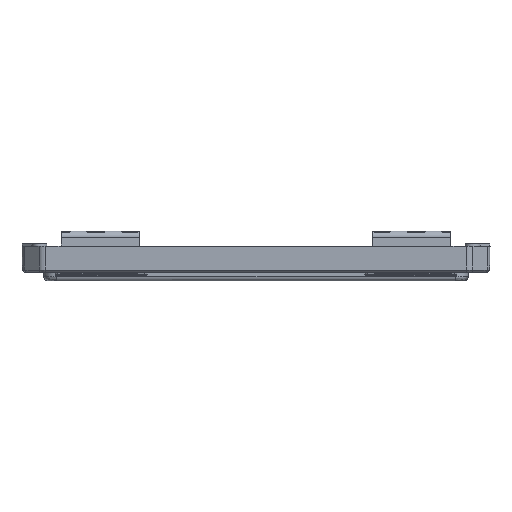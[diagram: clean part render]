
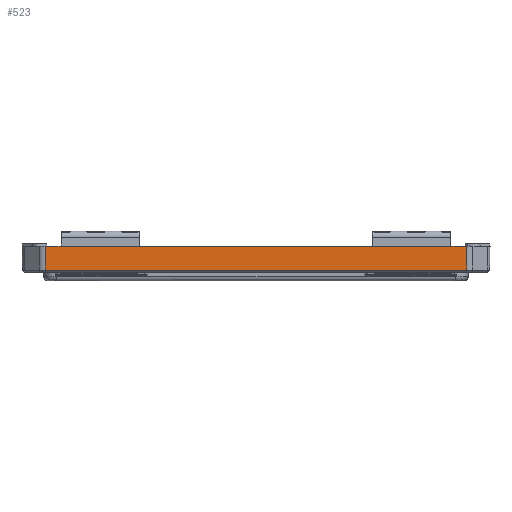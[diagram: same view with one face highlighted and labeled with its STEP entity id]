
A CAD part, left-side view. The second image highlights one B-rep face of the part: STEP entity #523.
In plain terms, the highlighted planar face has unit normal (-1, 0, -0.018).
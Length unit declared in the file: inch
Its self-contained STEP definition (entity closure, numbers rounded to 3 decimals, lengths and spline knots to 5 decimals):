
#118 = CARTESIAN_POINT ( 'NONE',  ( -5.9155, -5.6025, 1. ) ) ;
#523 = ADVANCED_FACE ( 'NONE', ( #4088 ), #19095, .T. ) ;
#756 = VERTEX_POINT ( 'NONE', #10255 ) ;
#1380 = VECTOR ( 'NONE', #21126, 39.37008 ) ;
#1955 = CARTESIAN_POINT ( 'NONE',  ( -5.9155, 6.06196, 1. ) ) ;
#2111 = EDGE_CURVE ( 'NONE', #4964, #17033, #4930, .T. ) ;
#3178 = LINE ( 'NONE', #16447, #11832 ) ;
#3748 = DIRECTION ( 'NONE',  ( 0., 1., 0. ) ) ;
#4088 = FACE_OUTER_BOUND ( 'NONE', #16836, .T. ) ;
#4199 = CARTESIAN_POINT ( 'NONE',  ( -5.9155, 6.1655, 1. ) ) ;
#4419 = VERTEX_POINT ( 'NONE', #118 ) ;
#4458 = VERTEX_POINT ( 'NONE', #1955 ) ;
#4930 = LINE ( 'NONE', #6988, #10588 ) ;
#4964 = VERTEX_POINT ( 'NONE', #9975 ) ;
#5609 = VERTEX_POINT ( 'NONE', #9001 ) ;
#5612 = CARTESIAN_POINT ( 'NONE',  ( -5.9155, 6.1655, 1. ) ) ;
#5683 = CARTESIAN_POINT ( 'NONE',  ( -5.9155, 5.6025, 1. ) ) ;
#5824 = LINE ( 'NONE', #5612, #14681 ) ;
#5941 = DIRECTION ( 'NONE',  ( 0.017, -0.007, -1. ) ) ;
#6042 = CARTESIAN_POINT ( 'NONE',  ( -5.9155, 3.353, 1. ) ) ;
#6073 = VECTOR ( 'NONE', #3748, 39.37008 ) ;
#6188 = EDGE_CURVE ( 'NONE', #4419, #4964, #18431, .T. ) ;
#6762 = AXIS2_PLACEMENT_3D ( 'NONE', #4199, #12149, #15828 ) ;
#6808 = EDGE_CURVE ( 'NONE', #17033, #12531, #5824, .T. ) ;
#6834 = LINE ( 'NONE', #13466, #19748 ) ;
#6988 = CARTESIAN_POINT ( 'NONE',  ( -5.9155, 6.1655, 1. ) ) ;
#7256 = VERTEX_POINT ( 'NONE', #21244 ) ;
#7742 = DIRECTION ( 'NONE',  ( 0., 1., 0. ) ) ;
#8076 = ORIENTED_EDGE ( 'NONE', *, *, #6188, .T. ) ;
#8743 = CARTESIAN_POINT ( 'NONE',  ( -5.9155, 6.1655, 1. ) ) ;
#9001 = CARTESIAN_POINT ( 'NONE',  ( -5.9155, -6.06196, 1. ) ) ;
#9352 = ORIENTED_EDGE ( 'NONE', *, *, #20498, .F. ) ;
#9367 = LINE ( 'NONE', #15989, #11871 ) ;
#9532 = ORIENTED_EDGE ( 'NONE', *, *, #10658, .T. ) ;
#9621 = ORIENTED_EDGE ( 'NONE', *, *, #21301, .T. ) ;
#9748 = EDGE_CURVE ( 'NONE', #5609, #756, #13188, .T. ) ;
#9975 = CARTESIAN_POINT ( 'NONE',  ( -5.9155, -3.353, 1. ) ) ;
#10255 = CARTESIAN_POINT ( 'NONE',  ( -5.90346, -6.05697, 0.30999 ) ) ;
#10516 = CARTESIAN_POINT ( 'NONE',  ( -5.9155, 6.06196, 1. ) ) ;
#10588 = VECTOR ( 'NONE', #18092, 39.37008 ) ;
#10658 = EDGE_CURVE ( 'NONE', #5609, #4419, #3178, .T. ) ;
#11250 = CARTESIAN_POINT ( 'NONE',  ( -5.91474, -6.06165, 0.95619 ) ) ;
#11832 = VECTOR ( 'NONE', #12984, 39.37008 ) ;
#11871 = VECTOR ( 'NONE', #7742, 39.37008 ) ;
#12149 = DIRECTION ( 'NONE',  ( -1., 0., -0.017 ) ) ;
#12531 = VERTEX_POINT ( 'NONE', #5683 ) ;
#12582 = LINE ( 'NONE', #10516, #20433 ) ;
#12984 = DIRECTION ( 'NONE',  ( 0., 1., 0. ) ) ;
#13188 = LINE ( 'NONE', #11250, #1380 ) ;
#13466 = CARTESIAN_POINT ( 'NONE',  ( -5.9155, 6.1655, 1. ) ) ;
#13981 = DIRECTION ( 'NONE',  ( 0., 1., 0. ) ) ;
#14681 = VECTOR ( 'NONE', #13981, 39.37008 ) ;
#14832 = ORIENTED_EDGE ( 'NONE', *, *, #2111, .T. ) ;
#14865 = ORIENTED_EDGE ( 'NONE', *, *, #21179, .T. ) ;
#15828 = DIRECTION ( 'NONE',  ( -0.017, 0., 1. ) ) ;
#15989 = CARTESIAN_POINT ( 'NONE',  ( -5.90346, -0.00001, 0.30999 ) ) ;
#16447 = CARTESIAN_POINT ( 'NONE',  ( -5.9155, 6.1655, 1. ) ) ;
#16836 = EDGE_LOOP ( 'NONE', ( #14865, #9621, #9352, #20131, #9532, #8076, #14832, #17740 ) ) ;
#17033 = VERTEX_POINT ( 'NONE', #6042 ) ;
#17740 = ORIENTED_EDGE ( 'NONE', *, *, #6808, .T. ) ;
#18092 = DIRECTION ( 'NONE',  ( 0., 1., 0. ) ) ;
#18431 = LINE ( 'NONE', #8743, #6073 ) ;
#18664 = DIRECTION ( 'NONE',  ( 0., 1., 0. ) ) ;
#19095 = PLANE ( 'NONE',  #6762 ) ;
#19748 = VECTOR ( 'NONE', #18664, 39.37008 ) ;
#20131 = ORIENTED_EDGE ( 'NONE', *, *, #9748, .F. ) ;
#20433 = VECTOR ( 'NONE', #5941, 39.37008 ) ;
#20498 = EDGE_CURVE ( 'NONE', #756, #7256, #9367, .T. ) ;
#21126 = DIRECTION ( 'NONE',  ( 0.017, 0.007, -1. ) ) ;
#21179 = EDGE_CURVE ( 'NONE', #12531, #4458, #6834, .T. ) ;
#21244 = CARTESIAN_POINT ( 'NONE',  ( -5.90346, 6.05697, 0.30999 ) ) ;
#21301 = EDGE_CURVE ( 'NONE', #4458, #7256, #12582, .T. ) ;
